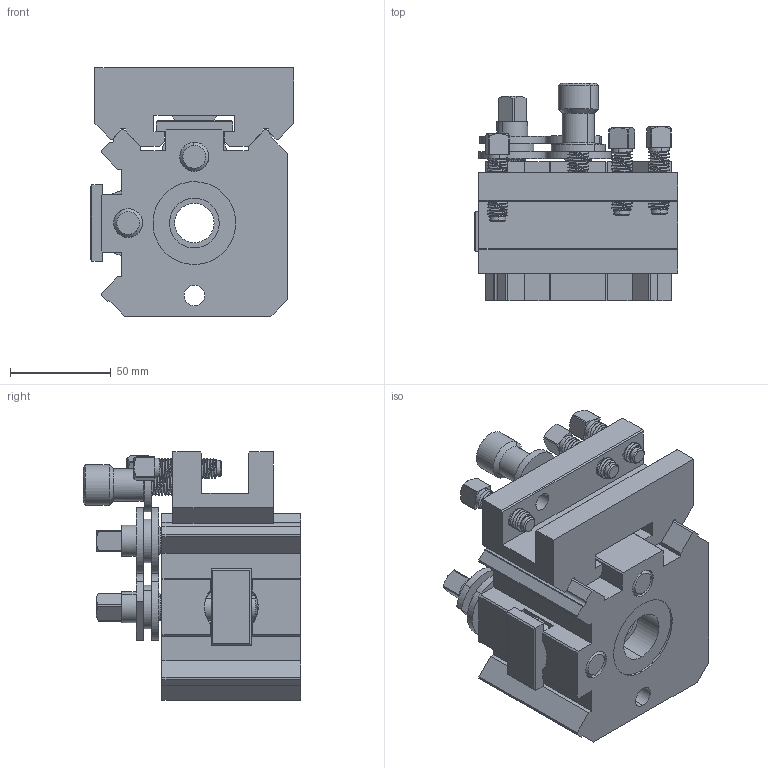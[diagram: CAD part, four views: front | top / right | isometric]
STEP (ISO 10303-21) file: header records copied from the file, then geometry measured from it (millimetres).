
FILE_DESCRIPTION(('FreeCAD Model'),'2;1');
FILE_NAME('Open CASCADE Shape Model','2025-04-17T12:16:00',('FreeCAD'),( 'FreeCAD'),'Open CASCADE STEP processor 7.6','FreeCAD','Unknown');
FILE_SCHEMA(('AUTOMOTIVE_DESIGN { 1 0 10303 214 1 1 1 1 }'));
Products named in the file (1): Open CASCADE STEP translator 7.6 1
Bounding box: 100.8 x 107.72 x 123.11 mm (x, y, z)
Volume: 632781.3 mm3; surface area: 121589.7 mm2
Topology: 11 solids, 11 shells, 627 faces, 1658 edges, 1056 vertices
Faces by surface type: bspline 627
Entity records: 31818 total; most frequent: CARTESIAN_POINT 22693, ORIENTED_EDGE 3296, EDGE_CURVE 1648, VERTEX_POINT 1056, B_SPLINE_CURVE_WITH_KNOTS 910, FACE_BOUND 666, EDGE_LOOP 666, ADVANCED_FACE 627
